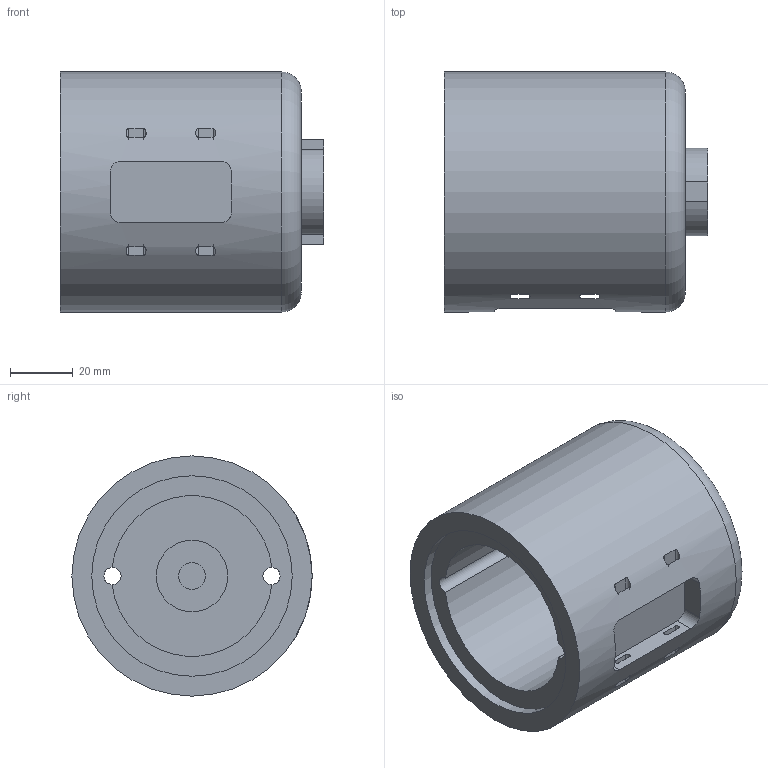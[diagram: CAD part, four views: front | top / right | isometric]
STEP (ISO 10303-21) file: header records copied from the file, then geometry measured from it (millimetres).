
FILE_DESCRIPTION(/* description */ ('STEP AP242','CAx-IF Rec.Pracs.---Representation and Presentation of Product Manufacturing Information (PMI)---4.0---2014-10-13','CAx-IF Rec.Pracs.---3D Tessellated Geometry---0.4---2014-09-14','2;1'),/* implementation_level */ '2;1');
FILE_NAME(/* name */ 'Part Studio 1 - Main Hammer Holder',/* time_stamp */ '2024-07-01T22:50:19Z',/* author */ (''),/* organization */ (''),/* preprocessor_version */ 'ST-DEVELOPER v20',/* originating_system */ ' ',/* authorisation */ ' ');
FILE_SCHEMA (('AP242_MANAGED_MODEL_BASED_3D_ENGINEERING_MIM_LF { 1 0 10303 442 1 1 4 }'));
Length unit declared in the file: metre
Products named in the file (1): Main Hammer Holder
Bounding box: 84.14 x 76.71 x 76.71 mm (x, y, z)
Volume: 200207.4 mm3; surface area: 41461.9 mm2
Topology: 1 solids, 1 shells, 49 faces, 129 edges, 86 vertices
Faces by surface type: plane 26, cylinder 22, torus 1
Full cylindrical faces by diameter (mm): 5.486 x2, 8.5 x1, 22.86 x1, 64.008 x1, 76.708 x1
Entity records: 1572 total; most frequent: CARTESIAN_POINT 344, DIRECTION 244, ORIENTED_EDGE 238, EDGE_CURVE 119, AXIS2_PLACEMENT_3D 87, VERTEX_POINT 83, EDGE_LOOP 72, FACE_BOUND 72
